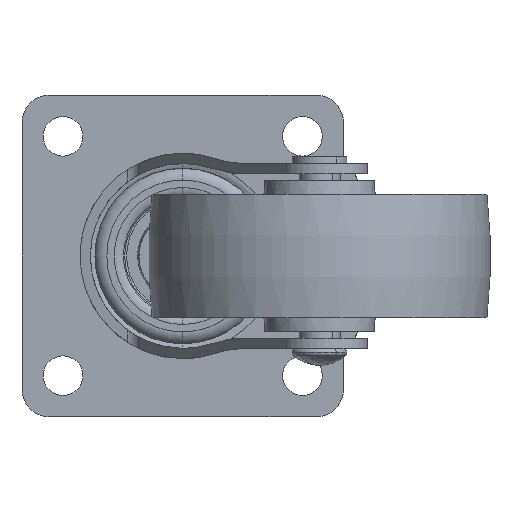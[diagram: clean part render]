
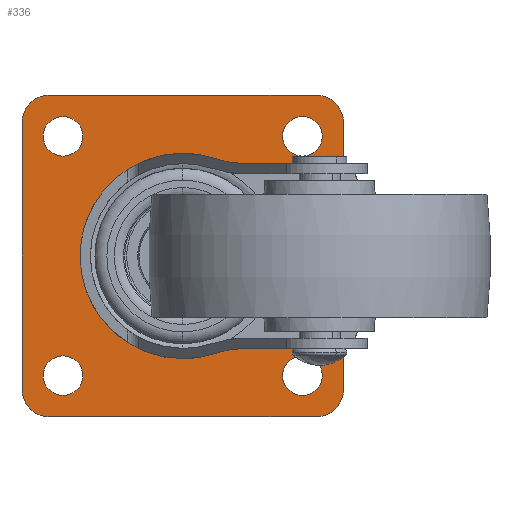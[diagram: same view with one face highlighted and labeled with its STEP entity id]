
A CAD part, front view. The second image highlights one B-rep face of the part: STEP entity #336.
In plain terms, the highlighted planar face has unit normal (0, -1, 0).
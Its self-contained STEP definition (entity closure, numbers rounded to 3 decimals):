
#336=ADVANCED_FACE('',(#728,#729,#730,#731,#732,#733),#734,.T.);
#728=FACE_OUTER_BOUND('',#1260,.T.);
#729=FACE_BOUND('',#1261,.T.);
#730=FACE_BOUND('',#1262,.T.);
#731=FACE_BOUND('',#1263,.T.);
#732=FACE_BOUND('',#1264,.T.);
#733=FACE_BOUND('',#1265,.T.);
#734=PLANE('',#1266);
#1260=EDGE_LOOP('',(#2467,#2468,#2469,#2470,#2471,#2472,#2473,#2474));
#1261=EDGE_LOOP('',(#2475,#2476));
#1262=EDGE_LOOP('',(#2477,#2478));
#1263=EDGE_LOOP('',(#2479,#2480));
#1264=EDGE_LOOP('',(#2481,#2482));
#1265=EDGE_LOOP('',(#2483,#2484));
#1266=AXIS2_PLACEMENT_3D('',#2485,#2486,#2487);
#2467=ORIENTED_EDGE('',*,*,#3518,.F.);
#2468=ORIENTED_EDGE('',*,*,#3519,.F.);
#2469=ORIENTED_EDGE('',*,*,#3520,.F.);
#2470=ORIENTED_EDGE('',*,*,#3521,.F.);
#2471=ORIENTED_EDGE('',*,*,#3522,.F.);
#2472=ORIENTED_EDGE('',*,*,#3523,.F.);
#2473=ORIENTED_EDGE('',*,*,#3524,.F.);
#2474=ORIENTED_EDGE('',*,*,#3525,.F.);
#2475=ORIENTED_EDGE('',*,*,#3526,.F.);
#2476=ORIENTED_EDGE('',*,*,#3487,.F.);
#2477=ORIENTED_EDGE('',*,*,#3495,.T.);
#2478=ORIENTED_EDGE('',*,*,#3527,.T.);
#2479=ORIENTED_EDGE('',*,*,#3503,.T.);
#2480=ORIENTED_EDGE('',*,*,#3528,.T.);
#2481=ORIENTED_EDGE('',*,*,#3499,.T.);
#2482=ORIENTED_EDGE('',*,*,#3529,.T.);
#2483=ORIENTED_EDGE('',*,*,#3491,.T.);
#2484=ORIENTED_EDGE('',*,*,#3530,.T.);
#2485=CARTESIAN_POINT('',(-19.5,2.345,19.5));
#2486=DIRECTION('',(0.,-1.0,0.));
#2487=DIRECTION('',(0.,0.,1.0));
#3487=EDGE_CURVE('',#4189,#4191,#4192,.T.);
#3491=EDGE_CURVE('',#4199,#4197,#4200,.T.);
#3495=EDGE_CURVE('',#4207,#4205,#4208,.T.);
#3499=EDGE_CURVE('',#4215,#4213,#4216,.T.);
#3503=EDGE_CURVE('',#4223,#4221,#4224,.T.);
#3518=EDGE_CURVE('',#4247,#4248,#4249,.T.);
#3519=EDGE_CURVE('',#4250,#4247,#4251,.T.);
#3520=EDGE_CURVE('',#4252,#4250,#4253,.T.);
#3521=EDGE_CURVE('',#4254,#4252,#4255,.T.);
#3522=EDGE_CURVE('',#4256,#4254,#4257,.T.);
#3523=EDGE_CURVE('',#4258,#4256,#4259,.T.);
#3524=EDGE_CURVE('',#4260,#4258,#4261,.T.);
#3525=EDGE_CURVE('',#4248,#4260,#4262,.T.);
#3526=EDGE_CURVE('',#4191,#4189,#4263,.T.);
#3527=EDGE_CURVE('',#4205,#4207,#4264,.T.);
#3528=EDGE_CURVE('',#4221,#4223,#4265,.T.);
#3529=EDGE_CURVE('',#4213,#4215,#4266,.T.);
#3530=EDGE_CURVE('',#4197,#4199,#4267,.T.);
#4189=VERTEX_POINT('',#5379);
#4191=VERTEX_POINT('',#5382);
#4192=CIRCLE('',#5383,9.0);
#4197=VERTEX_POINT('',#5389);
#4199=VERTEX_POINT('',#5392);
#4200=CIRCLE('',#5393,2.9);
#4205=VERTEX_POINT('',#5399);
#4207=VERTEX_POINT('',#5402);
#4208=CIRCLE('',#5403,2.9);
#4213=VERTEX_POINT('',#5409);
#4215=VERTEX_POINT('',#5412);
#4216=CIRCLE('',#5413,2.9);
#4221=VERTEX_POINT('',#5419);
#4223=VERTEX_POINT('',#5422);
#4224=CIRCLE('',#5423,2.9);
#4247=VERTEX_POINT('',#5451);
#4248=VERTEX_POINT('',#5452);
#4249=CIRCLE('',#5453,4.0);
#4250=VERTEX_POINT('',#5454);
#4251=LINE('',#5455,#5456);
#4252=VERTEX_POINT('',#5457);
#4253=CIRCLE('',#5458,4.0);
#4254=VERTEX_POINT('',#5459);
#4255=LINE('',#5460,#5461);
#4256=VERTEX_POINT('',#5462);
#4257=CIRCLE('',#5463,4.0);
#4258=VERTEX_POINT('',#5464);
#4259=LINE('',#5465,#5466);
#4260=VERTEX_POINT('',#5467);
#4261=CIRCLE('',#5468,4.0);
#4262=LINE('',#5469,#5470);
#4263=CIRCLE('',#5471,9.0);
#4264=CIRCLE('',#5472,2.9);
#4265=CIRCLE('',#5473,2.9);
#4266=CIRCLE('',#5474,2.9);
#4267=CIRCLE('',#5475,2.9);
#5379=CARTESIAN_POINT('',(0.,2.345,9.0));
#5382=CARTESIAN_POINT('',(0.,2.345,-9.0));
#5383=AXIS2_PLACEMENT_3D('',#6597,#6598,#6599);
#5389=CARTESIAN_POINT('',(-17.5,2.345,-20.4));
#5392=CARTESIAN_POINT('',(-17.5,2.345,-14.6));
#5393=AXIS2_PLACEMENT_3D('',#6605,#6606,#6607);
#5399=CARTESIAN_POINT('',(-17.5,2.345,14.6));
#5402=CARTESIAN_POINT('',(-17.5,2.345,20.4));
#5403=AXIS2_PLACEMENT_3D('',#6613,#6614,#6615);
#5409=CARTESIAN_POINT('',(17.5,2.345,-20.4));
#5412=CARTESIAN_POINT('',(17.5,2.345,-14.6));
#5413=AXIS2_PLACEMENT_3D('',#6621,#6622,#6623);
#5419=CARTESIAN_POINT('',(17.5,2.345,14.6));
#5422=CARTESIAN_POINT('',(17.5,2.345,20.4));
#5423=AXIS2_PLACEMENT_3D('',#6629,#6630,#6631);
#5451=CARTESIAN_POINT('',(-23.5,2.345,19.5));
#5452=CARTESIAN_POINT('',(-19.5,2.345,23.5));
#5453=AXIS2_PLACEMENT_3D('',#6664,#6665,#6666);
#5454=CARTESIAN_POINT('',(-23.5,2.345,-19.5));
#5455=CARTESIAN_POINT('',(-23.5,2.345,19.5));
#5456=VECTOR('',#6667,1000.0);
#5457=CARTESIAN_POINT('',(-19.5,2.345,-23.5));
#5458=AXIS2_PLACEMENT_3D('',#6668,#6669,#6670);
#5459=CARTESIAN_POINT('',(19.5,2.345,-23.5));
#5460=CARTESIAN_POINT('',(19.5,2.345,-23.5));
#5461=VECTOR('',#6671,1000.0);
#5462=CARTESIAN_POINT('',(23.5,2.345,-19.5));
#5463=AXIS2_PLACEMENT_3D('',#6672,#6673,#6674);
#5464=CARTESIAN_POINT('',(23.5,2.345,19.5));
#5465=CARTESIAN_POINT('',(23.5,2.345,19.5));
#5466=VECTOR('',#6675,1000.0);
#5467=CARTESIAN_POINT('',(19.5,2.345,23.5));
#5468=AXIS2_PLACEMENT_3D('',#6676,#6677,#6678);
#5469=CARTESIAN_POINT('',(19.5,2.345,23.5));
#5470=VECTOR('',#6679,1000.0);
#5471=AXIS2_PLACEMENT_3D('',#6680,#6681,#6682);
#5472=AXIS2_PLACEMENT_3D('',#6683,#6684,#6685);
#5473=AXIS2_PLACEMENT_3D('',#6686,#6687,#6688);
#5474=AXIS2_PLACEMENT_3D('',#6689,#6690,#6691);
#5475=AXIS2_PLACEMENT_3D('',#6692,#6693,#6694);
#6597=CARTESIAN_POINT('',(0.,2.345,0.));
#6598=DIRECTION('',(0.,-1.0,0.));
#6599=DIRECTION('',(0.,0.,1.0));
#6605=CARTESIAN_POINT('',(-17.5,2.345,-17.5));
#6606=DIRECTION('',(0.,1.0,0.));
#6607=DIRECTION('',(0.,0.,-1.0));
#6613=CARTESIAN_POINT('',(-17.5,2.345,17.5));
#6614=DIRECTION('',(0.,1.0,0.));
#6615=DIRECTION('',(0.,0.,1.0));
#6621=CARTESIAN_POINT('',(17.5,2.345,-17.5));
#6622=DIRECTION('',(0.,1.0,0.));
#6623=DIRECTION('',(0.,0.,1.0));
#6629=CARTESIAN_POINT('',(17.5,2.345,17.5));
#6630=DIRECTION('',(0.,1.0,0.));
#6631=DIRECTION('',(0.,0.,-1.0));
#6664=CARTESIAN_POINT('',(-19.5,2.345,19.5));
#6665=DIRECTION('',(0.,1.0,0.));
#6666=DIRECTION('',(0.,0.,1.0));
#6667=DIRECTION('',(0.,0.,1.0));
#6668=CARTESIAN_POINT('',(-19.5,2.345,-19.5));
#6669=DIRECTION('',(0.,1.0,0.));
#6670=DIRECTION('',(0.,0.,-1.0));
#6671=DIRECTION('',(-1.0,0.,0.));
#6672=CARTESIAN_POINT('',(19.5,2.345,-19.5));
#6673=DIRECTION('',(0.,1.0,0.));
#6674=DIRECTION('',(0.,0.,-1.0));
#6675=DIRECTION('',(0.,0.,-1.0));
#6676=CARTESIAN_POINT('',(19.5,2.345,19.5));
#6677=DIRECTION('',(0.,1.0,0.));
#6678=DIRECTION('',(0.,0.,-1.0));
#6679=DIRECTION('',(1.0,0.,0.));
#6680=CARTESIAN_POINT('',(0.,2.345,0.));
#6681=DIRECTION('',(0.,-1.0,0.));
#6682=DIRECTION('',(0.,0.,1.0));
#6683=CARTESIAN_POINT('',(-17.5,2.345,17.5));
#6684=DIRECTION('',(0.,1.0,0.));
#6685=DIRECTION('',(0.,0.,1.0));
#6686=CARTESIAN_POINT('',(17.5,2.345,17.5));
#6687=DIRECTION('',(0.,1.0,0.));
#6688=DIRECTION('',(0.,0.,-1.0));
#6689=CARTESIAN_POINT('',(17.5,2.345,-17.5));
#6690=DIRECTION('',(0.,1.0,0.));
#6691=DIRECTION('',(0.,0.,1.0));
#6692=CARTESIAN_POINT('',(-17.5,2.345,-17.5));
#6693=DIRECTION('',(0.,1.0,0.));
#6694=DIRECTION('',(0.,0.,-1.0));
